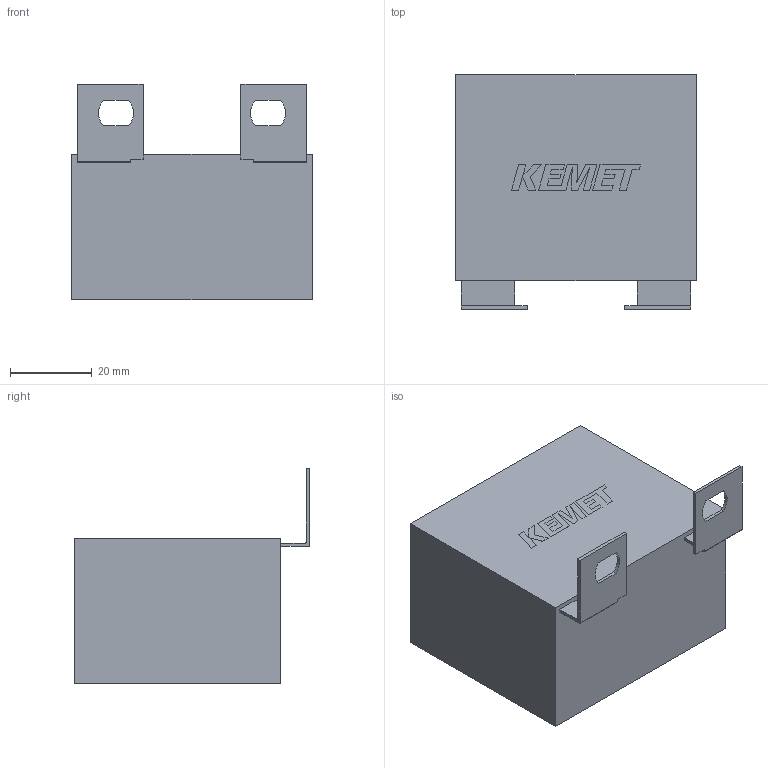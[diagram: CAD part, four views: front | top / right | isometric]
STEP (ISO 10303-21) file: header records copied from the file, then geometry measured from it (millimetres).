
FILE_DESCRIPTION (( 'STEP AP214' ), '1' );
FILE_NAME ('CFP_C4BB_57.5X50X35_L58.7H50.3T35.5S37.2.STEP', '2020-03-26T20:10:56', ( '' ), ( '' ), 'SwSTEP 2.0', 'SolidWorks 2014', '' );
FILE_SCHEMA (( 'AUTOMOTIVE_DESIGN' ));
Length unit declared in the file: millimetre
Products named in the file (1): CFP_C4BB_57.5X50X35_L58.7H50.3T35.5S37.2
Bounding box: 58.7 x 57.3 x 52.5 mm (x, y, z)
Volume: 105352.9 mm3; surface area: 15335.1 mm2
Topology: 4 solids, 4 shells, 93 faces, 249 edges, 166 vertices
Faces by surface type: plane 85, cylinder 8
Entity records: 3324 total; most frequent: CARTESIAN_POINT 509, ORIENTED_EDGE 498, DIRECTION 453, EDGE_CURVE 249, VECTOR 233, LINE 233, VERTEX_POINT 166, AXIS2_PLACEMENT_3D 110
